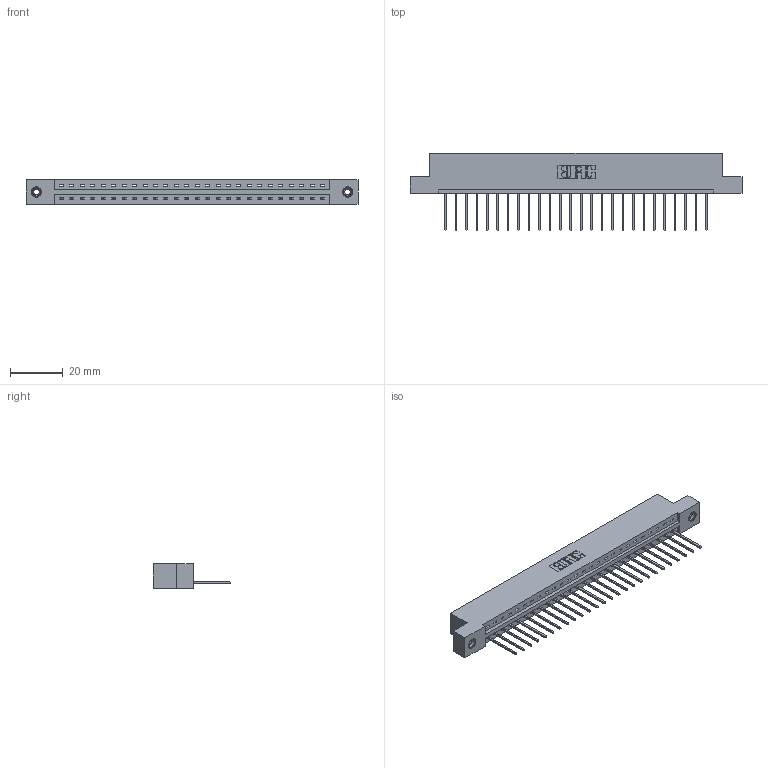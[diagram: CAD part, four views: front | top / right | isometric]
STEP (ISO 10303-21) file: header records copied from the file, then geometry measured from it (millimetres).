
FILE_DESCRIPTION (( 'STEP AP203' ), '1' );
FILE_NAME ('337-026-540-108.STEP', '2018-08-06T05:01:52', ( '' ), ( '' ), 'SwSTEP 2.0', 'SolidWorks 2016', '' );
FILE_SCHEMA (( 'CONFIG_CONTROL_DESIGN' ));
Length unit declared in the file: inch
Products named in the file (4): 337-026-540-108; 337 Part_Flush Mounting Lugs - 0.156 Dia-TI; 345-292-001_345-293-140; 345-250-001_345-250-003-102
Assembly tree (29 placements, depth 2):
  337-026-540-108
    337 Part_Flush Mounting Lugs - 0.156 Dia-TI
    345-292-001_345-293-140  x26
    345-250-001_345-250-003-102  x2
Bounding box: 126.03 x 29.47 x 9.4 mm (x, y, z)
Volume: 12927.7 mm3; surface area: 13561.1 mm2
Topology: 29 solids, 29 shells, 1786 faces, 5335 edges, 3514 vertices
Faces by surface type: plane 1298, cylinder 472, cone 12, torus 4
Entity records: 22600 total; most frequent: CARTESIAN_POINT 3915, ORIENTED_EDGE 3870, DIRECTION 3361, EDGE_CURVE 1935, LINE 1787, VECTOR 1787, VERTEX_POINT 1284, AXIS2_PLACEMENT_3D 787
